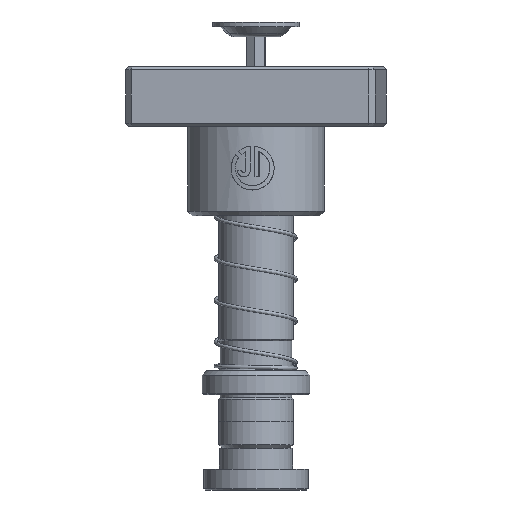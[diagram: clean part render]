
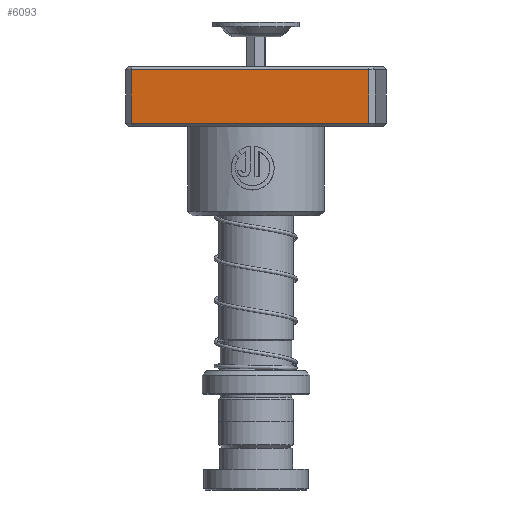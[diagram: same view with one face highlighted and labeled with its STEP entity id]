
A CAD part, front view. The second image highlights one B-rep face of the part: STEP entity #6093.
In plain terms, the highlighted face is planar.
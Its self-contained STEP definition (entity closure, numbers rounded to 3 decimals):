
#787 = CARTESIAN_POINT ( 'NONE',  ( 40., 24., 19. ) ) ;
#2982 = LINE ( 'NONE', #39158, #39616 ) ;
#3420 = VECTOR ( 'NONE', #32488, 1000. ) ;
#5710 = EDGE_CURVE ( 'NONE', #38013, #23060, #31826, .T. ) ;
#6093 = ADVANCED_FACE ( 'NONE', ( #45274 ), #17509, .F. ) ;
#6139 = ORIENTED_EDGE ( 'NONE', *, *, #29885, .T. ) ;
#7107 = CARTESIAN_POINT ( 'NONE',  ( 40., 24., 19. ) ) ;
#10111 = DIRECTION ( 'NONE',  ( 0., -1., 0. ) ) ;
#10390 = ORIENTED_EDGE ( 'NONE', *, *, #18279, .F. ) ;
#13759 = DIRECTION ( 'NONE',  ( 0., 0., -1. ) ) ;
#14354 = DIRECTION ( 'NONE',  ( 0., 0., -1. ) ) ;
#14596 = CARTESIAN_POINT ( 'NONE',  ( -40., 24., 1. ) ) ;
#17509 = PLANE ( 'NONE',  #21052 ) ;
#18279 = EDGE_CURVE ( 'NONE', #38013, #43243, #2982, .T. ) ;
#20407 = CARTESIAN_POINT ( 'NONE',  ( -40., 24., 19. ) ) ;
#21052 = AXIS2_PLACEMENT_3D ( 'NONE', #42619, #10111, #13759 ) ;
#21641 = ORIENTED_EDGE ( 'NONE', *, *, #44797, .T. ) ;
#23060 = VERTEX_POINT ( 'NONE', #787 ) ;
#25280 = VERTEX_POINT ( 'NONE', #40202 ) ;
#28180 = DIRECTION ( 'NONE',  ( 0., 0., -1. ) ) ;
#28538 = LINE ( 'NONE', #42099, #33026 ) ;
#28804 = DIRECTION ( 'NONE',  ( 1., 0., 0. ) ) ;
#29885 = EDGE_CURVE ( 'NONE', #23060, #25280, #28538, .T. ) ;
#31826 = LINE ( 'NONE', #7107, #36858 ) ;
#32488 = DIRECTION ( 'NONE',  ( -1., 0., 0. ) ) ;
#33026 = VECTOR ( 'NONE', #14354, 1000. ) ;
#33665 = EDGE_LOOP ( 'NONE', ( #6139, #21641, #10390, #46293 ) ) ;
#34946 = CARTESIAN_POINT ( 'NONE',  ( -40., 24., 1. ) ) ;
#36858 = VECTOR ( 'NONE', #28804, 1000. ) ;
#38013 = VERTEX_POINT ( 'NONE', #20407 ) ;
#39158 = CARTESIAN_POINT ( 'NONE',  ( -40., 24., 20. ) ) ;
#39616 = VECTOR ( 'NONE', #28180, 1000. ) ;
#40202 = CARTESIAN_POINT ( 'NONE',  ( 40., 24., 1. ) ) ;
#42099 = CARTESIAN_POINT ( 'NONE',  ( 40., 24., 20. ) ) ;
#42619 = CARTESIAN_POINT ( 'NONE',  ( -40., 24., 20. ) ) ;
#43243 = VERTEX_POINT ( 'NONE', #34946 ) ;
#44797 = EDGE_CURVE ( 'NONE', #25280, #43243, #45077, .T. ) ;
#45077 = LINE ( 'NONE', #14596, #3420 ) ;
#45274 = FACE_OUTER_BOUND ( 'NONE', #33665, .T. ) ;
#46293 = ORIENTED_EDGE ( 'NONE', *, *, #5710, .T. ) ;
